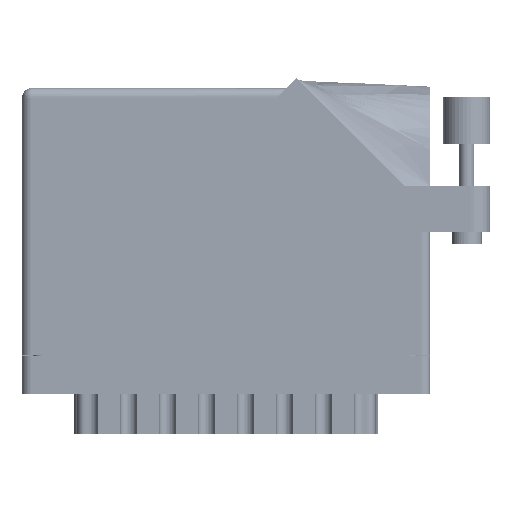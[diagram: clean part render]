
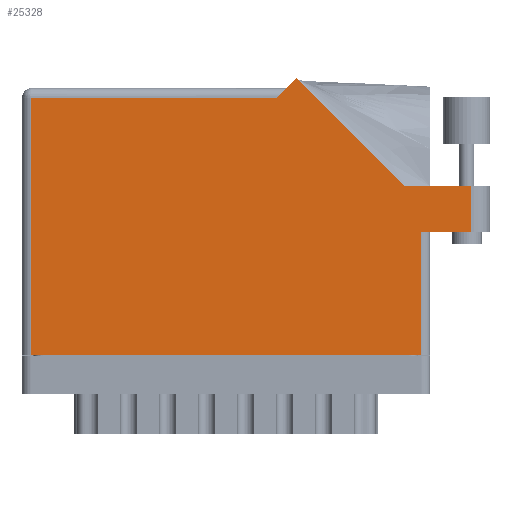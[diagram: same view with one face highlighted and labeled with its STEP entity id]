
A CAD part, front view. The second image highlights one B-rep face of the part: STEP entity #25328.
In plain terms, the highlighted face is planar.
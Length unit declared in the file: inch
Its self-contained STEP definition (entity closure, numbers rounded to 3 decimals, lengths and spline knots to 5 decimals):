
#3019 = VERTEX_POINT ( 'NONE', #15564 ) ;
#3055 = DIRECTION ( 'NONE',  ( -0.707, -0.707, 0. ) ) ;
#3313 = VECTOR ( 'NONE', #38436, 39.37008 ) ;
#3592 = LINE ( 'NONE', #28715, #24694 ) ;
#4058 = EDGE_CURVE ( 'NONE', #30097, #70246, #23376, .T. ) ;
#4687 = VERTEX_POINT ( 'NONE', #11991 ) ;
#6936 = CARTESIAN_POINT ( 'NONE',  ( 2.993, 1.122, 0. ) ) ;
#6952 = ORIENTED_EDGE ( 'NONE', *, *, #4058, .T. ) ;
#6991 = LINE ( 'NONE', #71931, #13175 ) ;
#7149 = EDGE_CURVE ( 'NONE', #66593, #30097, #53562, .T. ) ;
#7616 = VECTOR ( 'NONE', #48737, 39.37008 ) ;
#7953 = EDGE_CURVE ( 'NONE', #41900, #3019, #3592, .T. ) ;
#9071 = VECTOR ( 'NONE', #3055, 39.37008 ) ;
#10099 = CARTESIAN_POINT ( 'NONE',  ( 0., 1.775, 0. ) ) ;
#10851 = PLANE ( 'NONE',  #53487 ) ;
#10895 = DIRECTION ( 'NONE',  ( -1., 0., 0. ) ) ;
#11277 = EDGE_CURVE ( 'NONE', #4687, #41671, #32242, .T. ) ;
#11539 = ORIENTED_EDGE ( 'NONE', *, *, #7149, .T. ) ;
#11882 = CARTESIAN_POINT ( 'NONE',  ( 2.993, 1.122, 0. ) ) ;
#11905 = VECTOR ( 'NONE', #35057, 39.37008 ) ;
#11991 = CARTESIAN_POINT ( 'NONE',  ( 2.55242, 1.122, 0. ) ) ;
#12538 = EDGE_CURVE ( 'NONE', #41671, #23424, #59352, .T. ) ;
#13175 = VECTOR ( 'NONE', #10895, 39.37008 ) ;
#14087 = CARTESIAN_POINT ( 'NONE',  ( 0.062, 0., 0. ) ) ;
#14171 = ORIENTED_EDGE ( 'NONE', *, *, #7953, .T. ) ;
#14218 = DIRECTION ( 'NONE',  ( 1., 0., 0. ) ) ;
#15564 = CARTESIAN_POINT ( 'NONE',  ( 2.993, 0.815, 0. ) ) ;
#17727 = EDGE_CURVE ( 'NONE', #70246, #41900, #51562, .T. ) ;
#18323 = LINE ( 'NONE', #26885, #3313 ) ;
#19920 = CARTESIAN_POINT ( 'NONE',  ( 2.656, 0.815, 0. ) ) ;
#22202 = DIRECTION ( 'NONE',  ( 0., 0., -1. ) ) ;
#23330 = ORIENTED_EDGE ( 'NONE', *, *, #48839, .T. ) ;
#23376 = LINE ( 'NONE', #64734, #66511 ) ;
#23424 = VERTEX_POINT ( 'NONE', #46309 ) ;
#24694 = VECTOR ( 'NONE', #67824, 39.37008 ) ;
#25328 = ADVANCED_FACE ( 'NONE', ( #65713 ), #10851, .F. ) ;
#25771 = ORIENTED_EDGE ( 'NONE', *, *, #50402, .T. ) ;
#26885 = CARTESIAN_POINT ( 'NONE',  ( 0., 1.713, 0. ) ) ;
#26967 = VECTOR ( 'NONE', #40216, 39.37008 ) ;
#27450 = CARTESIAN_POINT ( 'NONE',  ( 0.062, 1.713, 0. ) ) ;
#28479 = CARTESIAN_POINT ( 'NONE',  ( 2.656, 0.815, 0. ) ) ;
#28715 = CARTESIAN_POINT ( 'NONE',  ( 2.718, 0.815, 0. ) ) ;
#30097 = VERTEX_POINT ( 'NONE', #50760 ) ;
#32242 = LINE ( 'NONE', #52276, #26967 ) ;
#32774 = CARTESIAN_POINT ( 'NONE',  ( 2.656, 0., 0. ) ) ;
#33472 = EDGE_CURVE ( 'NONE', #51904, #4687, #6991, .T. ) ;
#35057 = DIRECTION ( 'NONE',  ( 0., 1., 0. ) ) ;
#38436 = DIRECTION ( 'NONE',  ( -1., 0., 0. ) ) ;
#38705 = DIRECTION ( 'NONE',  ( -1., 0., 0. ) ) ;
#40070 = EDGE_LOOP ( 'NONE', ( #14171, #25771, #66197, #64693, #68118, #23330, #11539, #6952, #47413 ) ) ;
#40216 = DIRECTION ( 'NONE',  ( -0.707, 0.707, 0. ) ) ;
#41671 = VERTEX_POINT ( 'NONE', #49675 ) ;
#41900 = VERTEX_POINT ( 'NONE', #28479 ) ;
#42511 = CARTESIAN_POINT ( 'NONE',  ( 1.758, 1.775, 0. ) ) ;
#46309 = CARTESIAN_POINT ( 'NONE',  ( 1.696, 1.713, 0. ) ) ;
#47413 = ORIENTED_EDGE ( 'NONE', *, *, #17727, .T. ) ;
#48282 = VECTOR ( 'NONE', #59197, 39.37008 ) ;
#48737 = DIRECTION ( 'NONE',  ( 0., 1., 0. ) ) ;
#48839 = EDGE_CURVE ( 'NONE', #23424, #66593, #18323, .T. ) ;
#49675 = CARTESIAN_POINT ( 'NONE',  ( 1.82871, 1.84571, 0. ) ) ;
#50402 = EDGE_CURVE ( 'NONE', #3019, #51904, #59555, .T. ) ;
#50760 = CARTESIAN_POINT ( 'NONE',  ( 0.062, 0., 0. ) ) ;
#51562 = LINE ( 'NONE', #19920, #7616 ) ;
#51904 = VERTEX_POINT ( 'NONE', #11882 ) ;
#52276 = CARTESIAN_POINT ( 'NONE',  ( 2.55242, 1.122, 0. ) ) ;
#53487 = AXIS2_PLACEMENT_3D ( 'NONE', #10099, #22202, #38705 ) ;
#53562 = LINE ( 'NONE', #14087, #48282 ) ;
#59197 = DIRECTION ( 'NONE',  ( 0., -1., 0. ) ) ;
#59352 = LINE ( 'NONE', #42511, #9071 ) ;
#59555 = LINE ( 'NONE', #6936, #11905 ) ;
#64693 = ORIENTED_EDGE ( 'NONE', *, *, #11277, .T. ) ;
#64734 = CARTESIAN_POINT ( 'NONE',  ( 0., 0., 0. ) ) ;
#65713 = FACE_OUTER_BOUND ( 'NONE', #40070, .T. ) ;
#66197 = ORIENTED_EDGE ( 'NONE', *, *, #33472, .T. ) ;
#66511 = VECTOR ( 'NONE', #14218, 39.37008 ) ;
#66593 = VERTEX_POINT ( 'NONE', #27450 ) ;
#67824 = DIRECTION ( 'NONE',  ( 1., 0., 0. ) ) ;
#68118 = ORIENTED_EDGE ( 'NONE', *, *, #12538, .T. ) ;
#70246 = VERTEX_POINT ( 'NONE', #32774 ) ;
#71931 = CARTESIAN_POINT ( 'NONE',  ( 3.118, 1.122, 0. ) ) ;
